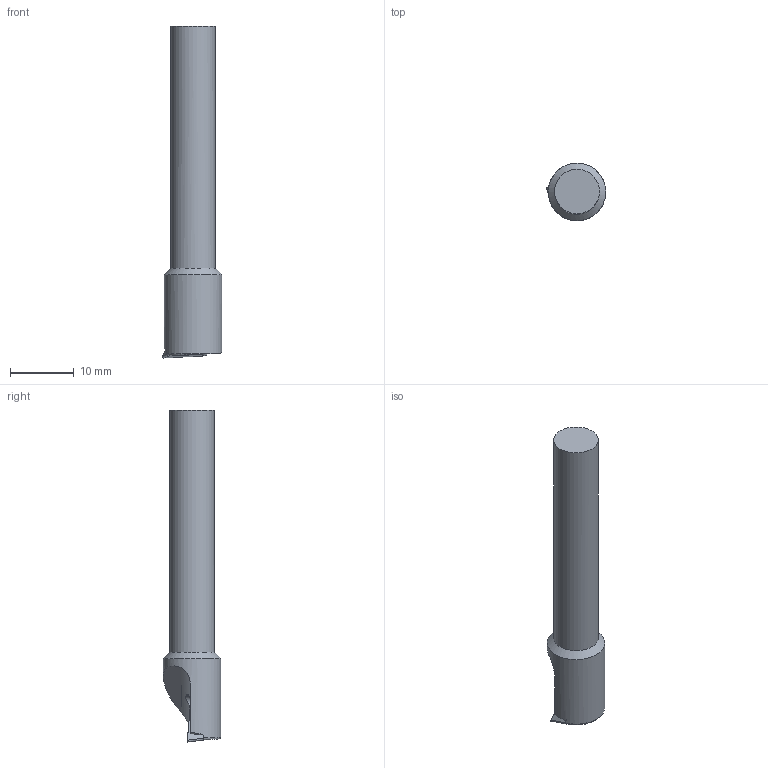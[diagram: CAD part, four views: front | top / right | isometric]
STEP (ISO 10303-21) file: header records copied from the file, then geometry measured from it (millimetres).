
FILE_DESCRIPTION((''),'1');
FILE_NAME('ST7W-EB10-20.stp','2022-09-27T00:34:04',(''),(''),'Spatial Interop R21 SP3','Kubotek KeyCreator 2011 V10.0.2 (22737)',' ');
FILE_SCHEMA(('automotive_design'));
Length unit declared in the file: millimetre
Products named in the file (2): 241[3]; 240[2]
Bounding box: 9.32 x 9 x 51.9 mm (x, y, z)
Volume: 2056.3 mm3; surface area: 1389.8 mm2
Topology: 2 solids, 2 shells, 33 faces, 92 edges, 63 vertices
Faces by surface type: plane 21, cylinder 9, cone 2, torus 1
Full cylindrical faces by diameter (mm): 2.3 x1, 7 x1, 9 x1
Entity records: 1952 total; most frequent: CARTESIAN_POINT 298, ORIENTED_EDGE 168, PRESENTATION_STYLE_ASSIGNMENT 154, COLOUR_RGB 154, DIRECTION 151, STYLED_ITEM 119, CURVE_STYLE 119, DRAUGHTING_PRE_DEFINED_CURVE_FONT 119
